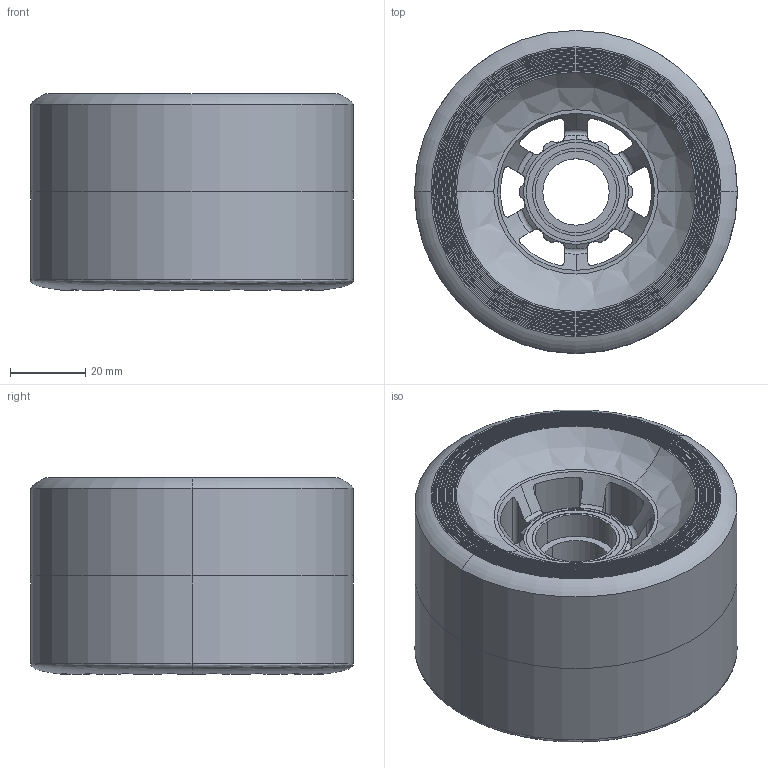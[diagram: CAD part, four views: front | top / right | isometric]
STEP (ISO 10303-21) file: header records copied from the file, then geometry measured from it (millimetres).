
FILE_DESCRIPTION((''),'2;1');
FILE_NAME('83MM_WHEEL_ASM','2015-06-01T',('Andrew'),(''),'CREO PARAMETRIC BY PTC INC, 2014440','CREO PARAMETRIC BY PTC INC, 2014440','');
FILE_SCHEMA(('CONFIG_CONTROL_DESIGN'));
Length unit declared in the file: millimetre
Products named in the file (3): HUB_; URETHANE_; 83MM_WHEEL_ASM
Assembly tree (2 placements, depth 2):
  83MM_WHEEL_ASM
    HUB_
    URETHANE_
Bounding box: 85.6 x 85.6 x 52.23 mm (x, y, z)
Volume: 227097.9 mm3; surface area: 42958.9 mm2
Topology: 2 solids, 2 shells, 245 faces, 638 edges, 410 vertices
Faces by surface type: cylinder 124, plane 59, torus 50, cone 8, revolution 4
Entity records: 8494 total; most frequent: CARTESIAN_POINT 2536, ORIENTED_EDGE 1276, DIRECTION 1194, EDGE_CURVE 638, AXIS2_PLACEMENT_3D 514, VERTEX_POINT 410, EDGE_LOOP 274, CIRCLE 268
